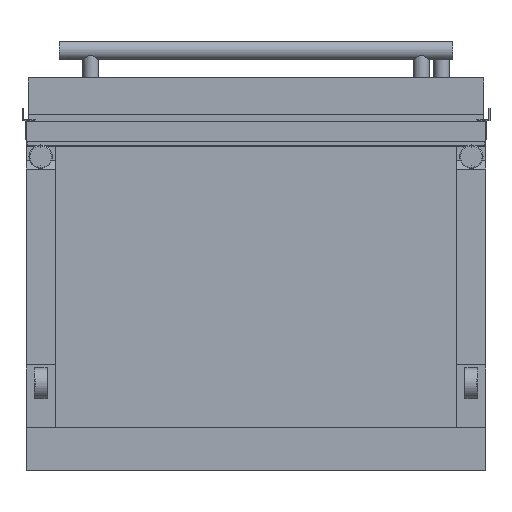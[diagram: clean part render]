
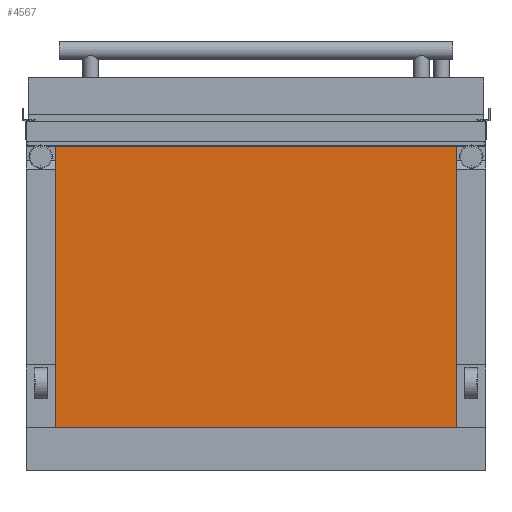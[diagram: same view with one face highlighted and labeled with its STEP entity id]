
A CAD part, front view. The second image highlights one B-rep face of the part: STEP entity #4567.
In plain terms, the highlighted planar face has unit normal (0, -1, 0).
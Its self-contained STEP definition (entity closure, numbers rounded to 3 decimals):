
#576 = CARTESIAN_POINT ( 'NONE',  ( -321., -928.35, -280. ) ) ;
#974 = DIRECTION ( 'NONE',  ( 0., 1., 0. ) ) ;
#989 = VECTOR ( 'NONE', #2982, 1000. ) ;
#1606 = CARTESIAN_POINT ( 'NONE',  ( 321., -928.35, -210.4 ) ) ;
#1664 = DIRECTION ( 'NONE',  ( 0., 0., 1. ) ) ;
#1695 = VERTEX_POINT ( 'NONE', #1606 ) ;
#2982 = DIRECTION ( 'NONE',  ( 1., 0., 0. ) ) ;
#3081 = ORIENTED_EDGE ( 'NONE', *, *, #15598, .T. ) ;
#3082 = LINE ( 'NONE', #576, #3495 ) ;
#3495 = VECTOR ( 'NONE', #1664, 1000. ) ;
#3568 = LINE ( 'NONE', #15137, #5848 ) ;
#3711 = EDGE_LOOP ( 'NONE', ( #5800, #3081, #10774, #10517 ) ) ;
#3804 = PLANE ( 'NONE',  #14844 ) ;
#4076 = LINE ( 'NONE', #5439, #8449 ) ;
#4567 = ADVANCED_FACE ( 'NONE', ( #4744 ), #3804, .F. ) ;
#4744 = FACE_OUTER_BOUND ( 'NONE', #3711, .T. ) ;
#5439 = CARTESIAN_POINT ( 'NONE',  ( 321., -928.35, -280. ) ) ;
#5800 = ORIENTED_EDGE ( 'NONE', *, *, #15026, .F. ) ;
#5848 = VECTOR ( 'NONE', #11315, 1000. ) ;
#8152 = CARTESIAN_POINT ( 'NONE',  ( 368., -928.35, -210.4 ) ) ;
#8449 = VECTOR ( 'NONE', #11801, 1000. ) ;
#8695 = VERTEX_POINT ( 'NONE', #8835 ) ;
#8835 = CARTESIAN_POINT ( 'NONE',  ( -321., -928.35, -210.4 ) ) ;
#9013 = CARTESIAN_POINT ( 'NONE',  ( -321., -928.35, 240. ) ) ;
#9122 = DIRECTION ( 'NONE',  ( 0., 0., 1. ) ) ;
#9467 = LINE ( 'NONE', #8152, #989 ) ;
#10117 = EDGE_CURVE ( 'NONE', #15291, #14432, #3568, .T. ) ;
#10239 = CARTESIAN_POINT ( 'NONE',  ( 321., -928.35, -280. ) ) ;
#10517 = ORIENTED_EDGE ( 'NONE', *, *, #10117, .F. ) ;
#10774 = ORIENTED_EDGE ( 'NONE', *, *, #15887, .T. ) ;
#10832 = CARTESIAN_POINT ( 'NONE',  ( 321., -928.35, 240. ) ) ;
#11315 = DIRECTION ( 'NONE',  ( 1., 0., 0. ) ) ;
#11801 = DIRECTION ( 'NONE',  ( 0., 0., 1. ) ) ;
#14432 = VERTEX_POINT ( 'NONE', #10832 ) ;
#14844 = AXIS2_PLACEMENT_3D ( 'NONE', #10239, #974, #9122 ) ;
#15026 = EDGE_CURVE ( 'NONE', #8695, #15291, #3082, .T. ) ;
#15137 = CARTESIAN_POINT ( 'NONE',  ( 321., -928.35, 240. ) ) ;
#15291 = VERTEX_POINT ( 'NONE', #9013 ) ;
#15598 = EDGE_CURVE ( 'NONE', #8695, #1695, #9467, .T. ) ;
#15887 = EDGE_CURVE ( 'NONE', #1695, #14432, #4076, .T. ) ;
